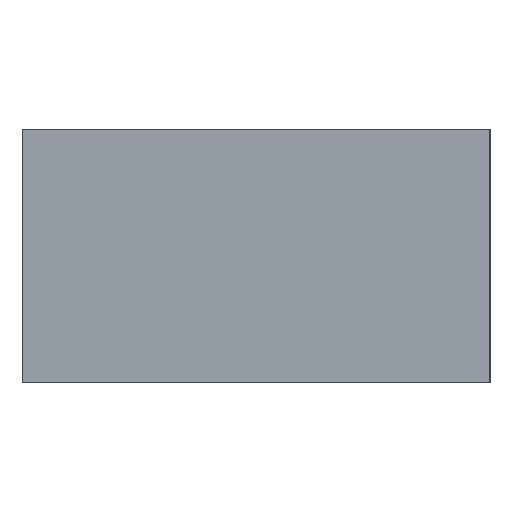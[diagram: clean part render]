
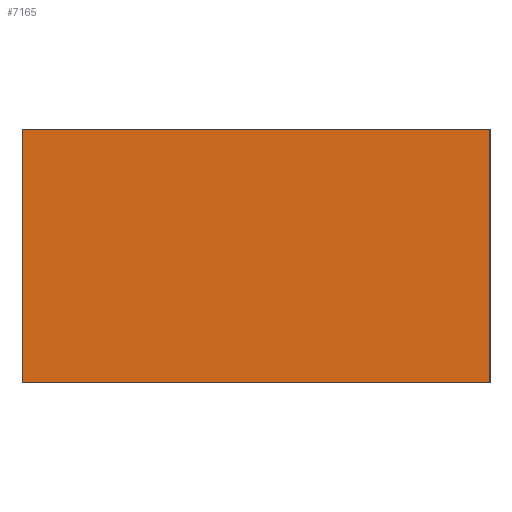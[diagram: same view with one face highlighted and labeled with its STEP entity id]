
A CAD part, left-side view. The second image highlights one B-rep face of the part: STEP entity #7165.
In plain terms, the highlighted planar face has unit normal (-1, 0, 0).
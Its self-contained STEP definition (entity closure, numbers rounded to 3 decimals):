
#612=ORIENTED_EDGE('',*,*,#1637,.T.);
#613=ORIENTED_EDGE('',*,*,#1638,.F.);
#614=ORIENTED_EDGE('',*,*,#1639,.T.);
#615=ORIENTED_EDGE('',*,*,#1590,.T.);
#1590=EDGE_CURVE('',#2104,#2103,#2540,.T.);
#1637=EDGE_CURVE('',#2103,#2149,#2573,.T.);
#1638=EDGE_CURVE('',#2150,#2149,#2574,.T.);
#1639=EDGE_CURVE('',#2150,#2104,#2575,.T.);
#2103=VERTEX_POINT('',#9909);
#2104=VERTEX_POINT('',#9911);
#2149=VERTEX_POINT('',#10075);
#2150=VERTEX_POINT('',#10077);
#2540=LINE('',#9910,#2715);
#2573=LINE('',#10074,#2748);
#2574=LINE('',#10076,#2749);
#2575=LINE('',#10078,#2750);
#2715=VECTOR('',#8269,1000.);
#2748=VECTOR('',#8316,1000.);
#2749=VECTOR('',#8317,1000.);
#2750=VECTOR('',#8318,1000.);
#2884=EDGE_LOOP('',(#612,#613,#614,#615));
#3583=FACE_BOUND('',#2884,.T.);
#4269=PLANE('',#7563);
#7165=ADVANCED_FACE('',(#3583),#4269,.F.);
#7563=AXIS2_PLACEMENT_3D('',#10073,#8314,#8315);
#8269=DIRECTION('',(0.,0.,-1.));
#8314=DIRECTION('',(1.,0.,0.));
#8315=DIRECTION('',(0.,0.,-1.));
#8316=DIRECTION('',(0.,-1.,0.));
#8317=DIRECTION('',(0.,0.,-1.));
#8318=DIRECTION('',(0.,1.,0.));
#9909=CARTESIAN_POINT('',(-52.5,25.,0.));
#9910=CARTESIAN_POINT('',(-52.5,25.,15.));
#9911=CARTESIAN_POINT('',(-52.5,25.,27.1));
#10073=CARTESIAN_POINT('',(-52.5,25.,15.));
#10074=CARTESIAN_POINT('',(-52.5,25.,0.));
#10075=CARTESIAN_POINT('',(-52.5,-25.,0.));
#10076=CARTESIAN_POINT('',(-52.5,-25.,15.));
#10077=CARTESIAN_POINT('',(-52.5,-25.,27.1));
#10078=CARTESIAN_POINT('',(-52.5,-25.,27.1));
